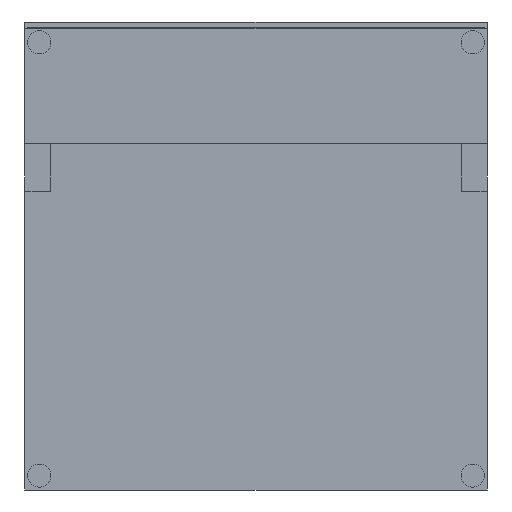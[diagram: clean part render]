
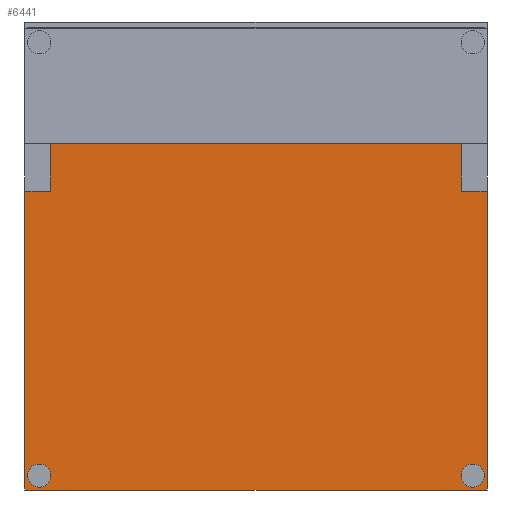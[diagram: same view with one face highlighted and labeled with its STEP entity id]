
A CAD part, front view. The second image highlights one B-rep face of the part: STEP entity #6441.
In plain terms, the highlighted planar face has unit normal (0, -1, 0).
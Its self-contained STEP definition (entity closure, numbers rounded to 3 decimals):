
#395=FACE_OUTER_BOUND('',#785,.T.);
#785=EDGE_LOOP('',(#4308,#4309,#4310,#4311,#4312,#4313,#4314,#4315));
#1185=LINE('',#9416,#1930);
#1189=LINE('',#9424,#1934);
#1194=LINE('',#9433,#1939);
#1197=LINE('',#9439,#1942);
#1198=LINE('',#9442,#1943);
#1201=LINE('',#9449,#1946);
#1205=LINE('',#9456,#1950);
#1207=LINE('',#9459,#1952);
#1930=VECTOR('',#7489,10.);
#1934=VECTOR('',#7495,10.);
#1939=VECTOR('',#7506,10.);
#1942=VECTOR('',#7511,10.);
#1943=VECTOR('',#7514,10.);
#1946=VECTOR('',#7519,10.);
#1950=VECTOR('',#7525,10.);
#1952=VECTOR('',#7529,10.);
#2671=VERTEX_POINT('',#9413);
#2672=VERTEX_POINT('',#9415);
#2674=VERTEX_POINT('',#9421);
#2675=VERTEX_POINT('',#9423);
#2678=VERTEX_POINT('',#9437);
#2679=VERTEX_POINT('',#9441);
#2681=VERTEX_POINT('',#9447);
#2682=VERTEX_POINT('',#9448);
#3311=EDGE_CURVE('',#2672,#2671,#1185,.T.);
#3315=EDGE_CURVE('',#2674,#2675,#1189,.T.);
#3320=EDGE_CURVE('',#2671,#2675,#1194,.T.);
#3323=EDGE_CURVE('',#2678,#2674,#1197,.T.);
#3324=EDGE_CURVE('',#2672,#2679,#1198,.T.);
#3327=EDGE_CURVE('',#2681,#2682,#1201,.T.);
#3331=EDGE_CURVE('',#2679,#2681,#1205,.T.);
#3333=EDGE_CURVE('',#2682,#2678,#1207,.T.);
#4308=ORIENTED_EDGE('',*,*,#3333,.F.);
#4309=ORIENTED_EDGE('',*,*,#3327,.F.);
#4310=ORIENTED_EDGE('',*,*,#3331,.F.);
#4311=ORIENTED_EDGE('',*,*,#3324,.F.);
#4312=ORIENTED_EDGE('',*,*,#3311,.T.);
#4313=ORIENTED_EDGE('',*,*,#3320,.T.);
#4314=ORIENTED_EDGE('',*,*,#3315,.F.);
#4315=ORIENTED_EDGE('',*,*,#3323,.F.);
#6133=PLANE('',#6890);
#6441=ADVANCED_FACE('',(#395),#6133,.F.);
#6890=AXIS2_PLACEMENT_3D('',#9462,#7533,#7534);
#7489=DIRECTION('',(0.,0.,1.));
#7495=DIRECTION('',(0.,0.,1.));
#7506=DIRECTION('',(-1.,0.,0.));
#7511=DIRECTION('',(1.,0.,0.));
#7514=DIRECTION('',(1.,0.,0.));
#7519=DIRECTION('',(-1.,0.,0.));
#7525=DIRECTION('',(0.,0.,-1.));
#7529=DIRECTION('',(0.,0.,1.));
#7533=DIRECTION('center_axis',(0.,1.,0.));
#7534=DIRECTION('ref_axis',(0.,0.,1.));
#9413=CARTESIAN_POINT('',(356.,0.,341.5));
#9415=CARTESIAN_POINT('',(356.,0.,258.5));
#9416=CARTESIAN_POINT('',(356.,0.,258.5));
#9421=CARTESIAN_POINT('',(-356.,0.,258.5));
#9423=CARTESIAN_POINT('',(-356.,0.,341.5));
#9424=CARTESIAN_POINT('',(-356.,0.,258.5));
#9433=CARTESIAN_POINT('',(-178.,0.,341.5));
#9437=CARTESIAN_POINT('',(-400.,0.,258.5));
#9439=CARTESIAN_POINT('',(-400.,0.,258.5));
#9441=CARTESIAN_POINT('',(400.,0.,258.5));
#9442=CARTESIAN_POINT('',(-400.,0.,258.5));
#9447=CARTESIAN_POINT('',(400.,0.,-258.5));
#9448=CARTESIAN_POINT('',(-400.,0.,-258.5));
#9449=CARTESIAN_POINT('',(400.,0.,-258.5));
#9456=CARTESIAN_POINT('',(400.,0.,258.5));
#9459=CARTESIAN_POINT('',(-400.,0.,-258.5));
#9462=CARTESIAN_POINT('Origin',(0.,0.,0.));
